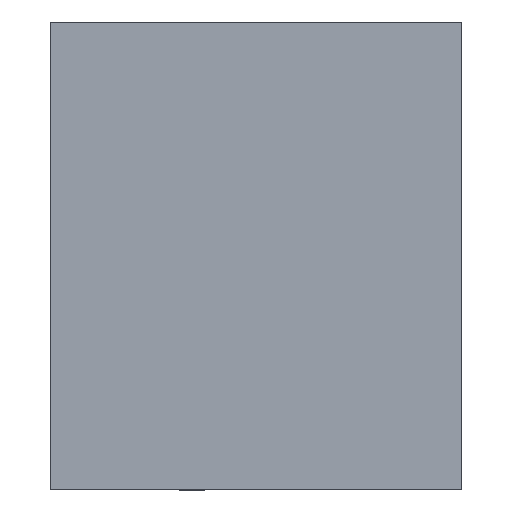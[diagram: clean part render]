
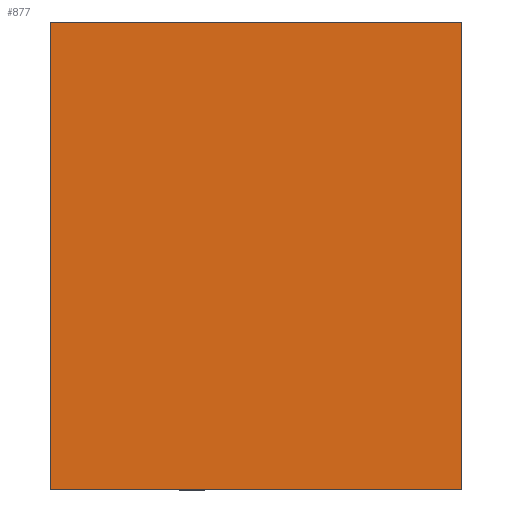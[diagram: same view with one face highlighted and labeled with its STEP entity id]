
A CAD part, left-side view. The second image highlights one B-rep face of the part: STEP entity #877.
In plain terms, the highlighted planar face has unit normal (-1, 0, 0).
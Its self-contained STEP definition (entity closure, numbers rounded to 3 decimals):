
#32 = CARTESIAN_POINT ( 'NONE',  ( -100., -200., 455. ) ) ;
#35 = DIRECTION ( 'NONE',  ( 1., 0., 0. ) ) ;
#55 = EDGE_CURVE ( 'NONE', #770, #1365, #733, .T. ) ;
#94 = VECTOR ( 'NONE', #295, 1000. ) ;
#122 = VERTEX_POINT ( 'NONE', #32 ) ;
#143 = DIRECTION ( 'NONE',  ( 0., 0., -1. ) ) ;
#147 = PLANE ( 'NONE',  #1483 ) ;
#154 = CARTESIAN_POINT ( 'NONE',  ( -100., 200., 455. ) ) ;
#294 = ORIENTED_EDGE ( 'NONE', *, *, #1072, .F. ) ;
#295 = DIRECTION ( 'NONE',  ( 0., -1., 0. ) ) ;
#409 = LINE ( 'NONE', #415, #94 ) ;
#415 = CARTESIAN_POINT ( 'NONE',  ( -100., 200., 0. ) ) ;
#426 = VECTOR ( 'NONE', #1062, 1000. ) ;
#429 = EDGE_LOOP ( 'NONE', ( #1468, #1308, #294, #661 ) ) ;
#438 = LINE ( 'NONE', #904, #1484 ) ;
#477 = VECTOR ( 'NONE', #143, 1000. ) ;
#504 = CARTESIAN_POINT ( 'NONE',  ( -100., 200., 455. ) ) ;
#661 = ORIENTED_EDGE ( 'NONE', *, *, #55, .T. ) ;
#714 = LINE ( 'NONE', #1411, #477 ) ;
#733 = LINE ( 'NONE', #504, #426 ) ;
#770 = VERTEX_POINT ( 'NONE', #1263 ) ;
#824 = DIRECTION ( 'NONE',  ( 0., 1., 0. ) ) ;
#877 = ADVANCED_FACE ( 'NONE', ( #1180 ), #147, .F. ) ;
#904 = CARTESIAN_POINT ( 'NONE',  ( -100., 200., 455. ) ) ;
#929 = CARTESIAN_POINT ( 'NONE',  ( -100., -200., 0. ) ) ;
#992 = EDGE_CURVE ( 'NONE', #1365, #1114, #409, .T. ) ;
#998 = CARTESIAN_POINT ( 'NONE',  ( -100., 200., 0. ) ) ;
#1025 = DIRECTION ( 'NONE',  ( 0., -1., 0. ) ) ;
#1062 = DIRECTION ( 'NONE',  ( 0., 0., -1. ) ) ;
#1072 = EDGE_CURVE ( 'NONE', #770, #122, #438, .T. ) ;
#1114 = VERTEX_POINT ( 'NONE', #929 ) ;
#1180 = FACE_OUTER_BOUND ( 'NONE', #429, .T. ) ;
#1263 = CARTESIAN_POINT ( 'NONE',  ( -100., 200., 455. ) ) ;
#1308 = ORIENTED_EDGE ( 'NONE', *, *, #1494, .F. ) ;
#1365 = VERTEX_POINT ( 'NONE', #998 ) ;
#1411 = CARTESIAN_POINT ( 'NONE',  ( -100., -200., 455. ) ) ;
#1468 = ORIENTED_EDGE ( 'NONE', *, *, #992, .T. ) ;
#1483 = AXIS2_PLACEMENT_3D ( 'NONE', #154, #35, #824 ) ;
#1484 = VECTOR ( 'NONE', #1025, 1000. ) ;
#1494 = EDGE_CURVE ( 'NONE', #122, #1114, #714, .T. ) ;
